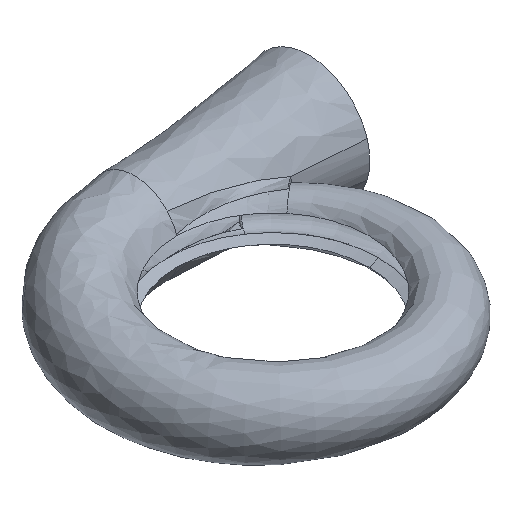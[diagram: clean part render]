
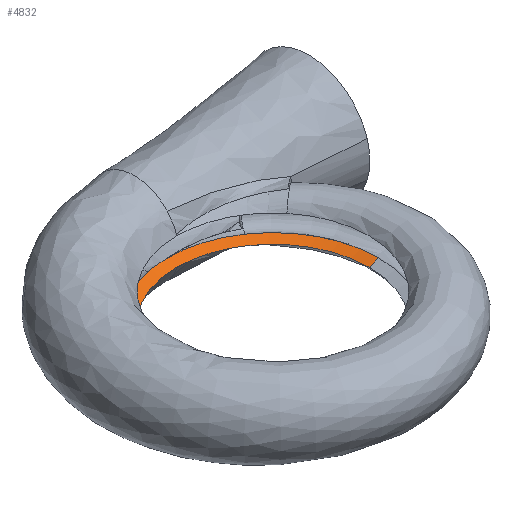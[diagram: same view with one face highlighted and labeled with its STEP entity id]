
A CAD part, isometric view. The second image highlights one B-rep face of the part: STEP entity #4832.
In plain terms, the highlighted conical face has half-angle 71.033 degrees and reference radius 20.825 mm.
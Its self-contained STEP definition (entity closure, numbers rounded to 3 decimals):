
#24 = VERTEX_POINT('',#25);
#25 = CARTESIAN_POINT('',(14.691,11.945,5.313
    ));
#266 = VERTEX_POINT('',#267);
#267 = CARTESIAN_POINT('',(0.,18.935,
    5.313));
#312 = EDGE_CURVE('',#266,#313,#315,.T.);
#313 = VERTEX_POINT('',#314);
#314 = CARTESIAN_POINT('',(-18.935,0.,
    5.313));
#315 = CIRCLE('',#316,18.935);
#316 = AXIS2_PLACEMENT_3D('',#317,#318,#319);
#317 = CARTESIAN_POINT('',(0.,0.,5.313));
#318 = DIRECTION('',(0.,0.,1.));
#319 = DIRECTION('',(1.,0.,-0.));
#322 = VERTEX_POINT('',#323);
#323 = CARTESIAN_POINT('',(18.934,0.,
    5.313));
#330 = EDGE_CURVE('',#322,#24,#331,.T.);
#331 = CIRCLE('',#332,18.935);
#332 = AXIS2_PLACEMENT_3D('',#333,#334,#335);
#333 = CARTESIAN_POINT('',(0.,0.,5.313));
#334 = DIRECTION('',(0.,0.,1.));
#335 = DIRECTION('',(1.,0.,-0.));
#3886 = EDGE_CURVE('',#24,#266,#3887,.T.);
#3887 = CIRCLE('',#3888,18.935);
#3888 = AXIS2_PLACEMENT_3D('',#3889,#3890,#3891);
#3889 = CARTESIAN_POINT('',(0.,0.,5.313));
#3890 = DIRECTION('',(0.,0.,1.));
#3891 = DIRECTION('',(1.,0.,-0.));
#4806 = VERTEX_POINT('',#4807);
#4807 = CARTESIAN_POINT('',(-20.825,0.,
    5.963));
#4808 = VERTEX_POINT('',#4809);
#4809 = CARTESIAN_POINT('',(20.825,0.,5.963));
#4816 = EDGE_CURVE('',#4808,#322,#4817,.T.);
#4817 = LINE('',#4818,#4819);
#4818 = CARTESIAN_POINT('',(20.825,0.,5.963));
#4819 = VECTOR('',#4820,1.);
#4820 = DIRECTION('',(-0.946,0.,-0.325));
#4823 = EDGE_CURVE('',#4806,#313,#4824,.T.);
#4824 = B_SPLINE_CURVE_WITH_KNOTS('',1,(#4825,#4826),.UNSPECIFIED.,.F.,
  .F.,(2,2),(0.,1.999),.PIECEWISE_BEZIER_KNOTS.);
#4825 = CARTESIAN_POINT('',(-20.825,0.,
    5.963));
#4826 = CARTESIAN_POINT('',(-18.935,0.,
    5.313));
#4832 = ADVANCED_FACE('[Volute_1] Material domain SolidVolute',(#4833),
  #4865,.F.);
#4833 = FACE_BOUND('',#4834,.T.);
#4834 = EDGE_LOOP('',(#4835,#4836,#4837,#4838,#4839,#4848,#4857,#4864));
#4835 = ORIENTED_EDGE('',*,*,#312,.F.);
#4836 = ORIENTED_EDGE('',*,*,#3886,.F.);
#4837 = ORIENTED_EDGE('',*,*,#330,.F.);
#4838 = ORIENTED_EDGE('',*,*,#4816,.F.);
#4839 = ORIENTED_EDGE('',*,*,#4840,.T.);
#4840 = EDGE_CURVE('',#4808,#4841,#4843,.T.);
#4841 = VERTEX_POINT('',#4842);
#4842 = CARTESIAN_POINT('',(11.736,17.204,
    5.963));
#4843 = CIRCLE('',#4844,20.825);
#4844 = AXIS2_PLACEMENT_3D('',#4845,#4846,#4847);
#4845 = CARTESIAN_POINT('',(0.,0.,5.963));
#4846 = DIRECTION('',(0.,0.,1.));
#4847 = DIRECTION('',(0.,1.,0.));
#4848 = ORIENTED_EDGE('',*,*,#4849,.T.);
#4849 = EDGE_CURVE('',#4841,#4850,#4852,.T.);
#4850 = VERTEX_POINT('',#4851);
#4851 = CARTESIAN_POINT('',(0.,20.825,
    5.963));
#4852 = CIRCLE('',#4853,20.825);
#4853 = AXIS2_PLACEMENT_3D('',#4854,#4855,#4856);
#4854 = CARTESIAN_POINT('',(0.,0.,5.963));
#4855 = DIRECTION('',(0.,0.,1.));
#4856 = DIRECTION('',(1.,0.,-0.));
#4857 = ORIENTED_EDGE('',*,*,#4858,.T.);
#4858 = EDGE_CURVE('',#4850,#4806,#4859,.T.);
#4859 = CIRCLE('',#4860,20.825);
#4860 = AXIS2_PLACEMENT_3D('',#4861,#4862,#4863);
#4861 = CARTESIAN_POINT('',(0.,0.,5.963));
#4862 = DIRECTION('',(0.,0.,1.));
#4863 = DIRECTION('',(1.,0.,-0.));
#4864 = ORIENTED_EDGE('',*,*,#4823,.T.);
#4865 = CONICAL_SURFACE('',#4866,20.825,1.24);
#4866 = AXIS2_PLACEMENT_3D('',#4867,#4868,#4869);
#4867 = CARTESIAN_POINT('',(0.,0.,5.963));
#4868 = DIRECTION('',(0.,0.,1.));
#4869 = DIRECTION('',(1.,0.,0.));
